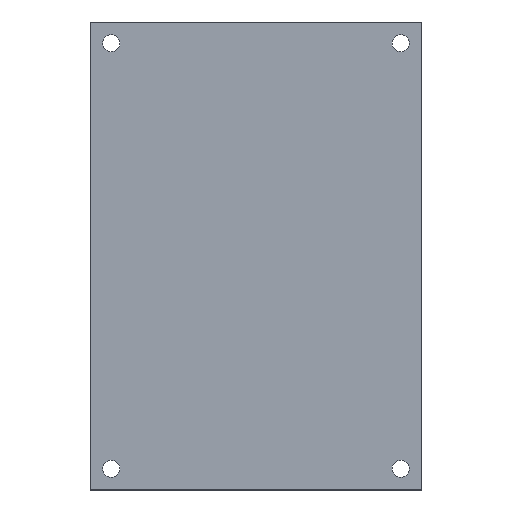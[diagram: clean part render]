
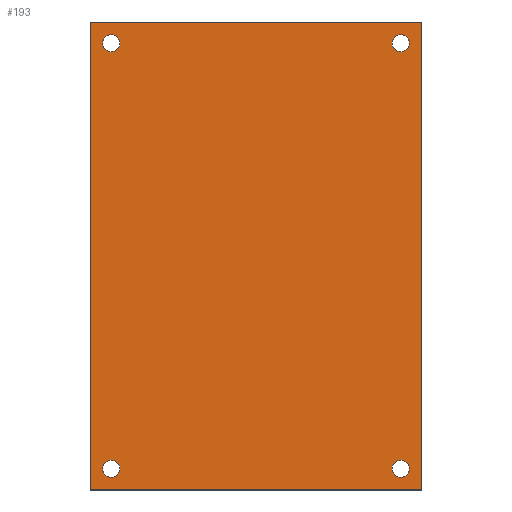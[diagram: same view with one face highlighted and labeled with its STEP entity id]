
A CAD part, top view. The second image highlights one B-rep face of the part: STEP entity #193.
In plain terms, the highlighted planar face has unit normal (0, 0, 1).
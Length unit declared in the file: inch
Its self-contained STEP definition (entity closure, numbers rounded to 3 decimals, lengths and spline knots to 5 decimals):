
#12=LINE($,#290,#24);
#16=LINE($,#298,#28);
#19=LINE($,#304,#31);
#22=LINE($,#309,#34);
#24=VECTOR($,#244,6.875);
#28=VECTOR($,#250,4.875);
#31=VECTOR($,#255,6.875);
#34=VECTOR($,#260,4.875);
#40=PLANE($,#214);
#46=FACE_BOUND($,#77,.T.);
#47=FACE_BOUND($,#78,.T.);
#48=FACE_BOUND($,#79,.T.);
#49=FACE_BOUND($,#80,.T.);
#62=FACE_OUTER_BOUND($,#76,.T.);
#76=EDGE_LOOP($,(#154,#155,#156,#157));
#77=EDGE_LOOP($,(#158));
#78=EDGE_LOOP($,(#159));
#79=EDGE_LOOP($,(#160));
#80=EDGE_LOOP($,(#161));
#86=CIRCLE($,#199,0.125);
#88=CIRCLE($,#202,0.125);
#90=CIRCLE($,#205,0.125);
#92=CIRCLE($,#208,0.125);
#94=VERTEX_POINT($,#268);
#96=VERTEX_POINT($,#273);
#98=VERTEX_POINT($,#278);
#100=VERTEX_POINT($,#283);
#102=VERTEX_POINT($,#288);
#103=VERTEX_POINT($,#289);
#106=VERTEX_POINT($,#297);
#108=VERTEX_POINT($,#303);
#110=EDGE_CURVE($,#94,#94,#86,.T.);
#112=EDGE_CURVE($,#96,#96,#88,.T.);
#114=EDGE_CURVE($,#98,#98,#90,.T.);
#116=EDGE_CURVE($,#100,#100,#92,.T.);
#118=EDGE_CURVE($,#102,#103,#12,.T.);
#122=EDGE_CURVE($,#103,#106,#16,.T.);
#125=EDGE_CURVE($,#106,#108,#19,.T.);
#128=EDGE_CURVE($,#108,#102,#22,.T.);
#154=ORIENTED_EDGE($,*,*,#118,.F.);
#155=ORIENTED_EDGE($,*,*,#128,.F.);
#156=ORIENTED_EDGE($,*,*,#125,.F.);
#157=ORIENTED_EDGE($,*,*,#122,.F.);
#158=ORIENTED_EDGE($,*,*,#110,.T.);
#159=ORIENTED_EDGE($,*,*,#112,.T.);
#160=ORIENTED_EDGE($,*,*,#114,.T.);
#161=ORIENTED_EDGE($,*,*,#116,.T.);
#193=ADVANCED_FACE($,(#62,#46,#47,#48,#49),#40,.T.);
#199=AXIS2_PLACEMENT_3D($,#269,#220,#221);
#202=AXIS2_PLACEMENT_3D($,#274,#226,#227);
#205=AXIS2_PLACEMENT_3D($,#279,#232,#233);
#208=AXIS2_PLACEMENT_3D($,#284,#238,#239);
#214=AXIS2_PLACEMENT_3D($,#311,#262,#263);
#220=DIRECTION('center_axis',(0.,0.,-1.));
#221=DIRECTION('ref_axis',(-1.,0.,0.));
#226=DIRECTION('center_axis',(0.,0.,-1.));
#227=DIRECTION('ref_axis',(-1.,0.,0.));
#232=DIRECTION('center_axis',(0.,0.,-1.));
#233=DIRECTION('ref_axis',(-1.,0.,0.));
#238=DIRECTION('center_axis',(0.,0.,-1.));
#239=DIRECTION('ref_axis',(-1.,0.,0.));
#244=DIRECTION($,(0.,-1.,0.));
#250=DIRECTION($,(-1.,0.,0.));
#255=DIRECTION($,(0.,1.,0.));
#260=DIRECTION($,(1.,0.,0.));
#262=DIRECTION('center_axis',(0.,0.,1.));
#263=DIRECTION('ref_axis',(1.,0.,0.));
#268=CARTESIAN_POINT('',(2.25,-3.125,0.08));
#269=CARTESIAN_POINT('Origin',(2.125,-3.125,0.08));
#273=CARTESIAN_POINT('',(2.25,3.125,0.08));
#274=CARTESIAN_POINT('Origin',(2.125,3.125,0.08));
#278=CARTESIAN_POINT('',(-2.,3.125,0.08));
#279=CARTESIAN_POINT('Origin',(-2.125,3.125,0.08));
#283=CARTESIAN_POINT('',(-2.,-3.125,0.08));
#284=CARTESIAN_POINT('Origin',(-2.125,-3.125,0.08));
#288=CARTESIAN_POINT('',(2.4375,3.4375,0.08));
#289=CARTESIAN_POINT('',(2.4375,-3.4375,0.08));
#290=CARTESIAN_POINT($,(2.4375,3.4375,0.08));
#297=CARTESIAN_POINT('',(-2.4375,-3.4375,0.08));
#298=CARTESIAN_POINT($,(2.4375,-3.4375,0.08));
#303=CARTESIAN_POINT('',(-2.4375,3.4375,0.08));
#304=CARTESIAN_POINT($,(-2.4375,-3.4375,0.08));
#309=CARTESIAN_POINT($,(-2.4375,3.4375,0.08));
#311=CARTESIAN_POINT('Origin',(0.,0.,0.08));
